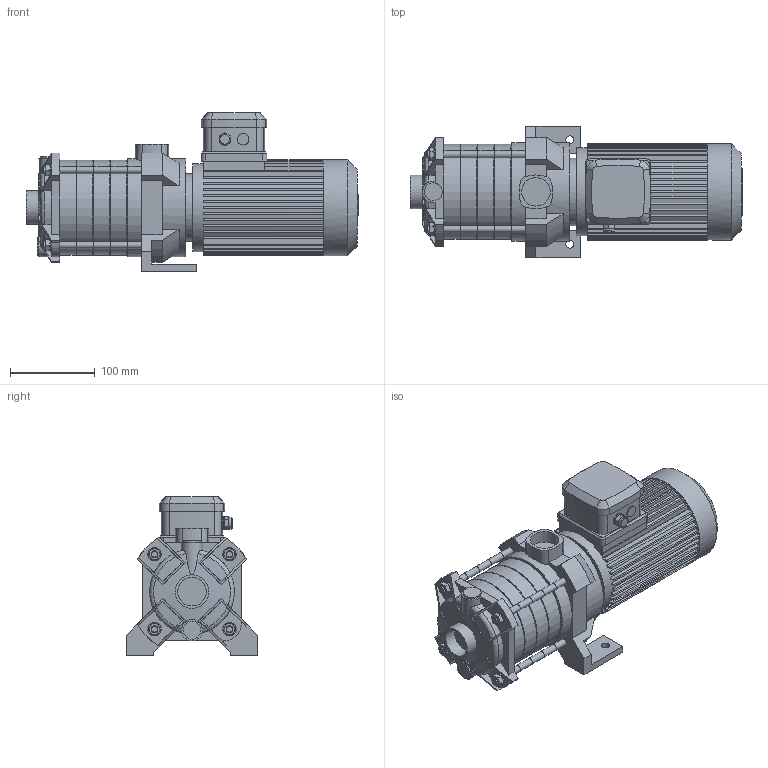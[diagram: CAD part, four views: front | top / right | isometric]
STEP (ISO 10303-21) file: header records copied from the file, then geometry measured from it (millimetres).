
FILE_DESCRIPTION(/* description */ (''),/* implementation_level */ '2;1');
FILE_NAME(/* name */ '3d_MEDANACH1-LC.204-5_E_E_10T-4233361.stp',/* time_stamp */ '2020-11-04T13:30:34+01:00',/* author */ ('Andrzej'),/* organization */ (''),/* preprocessor_version */ 'ST-DEVELOPER v16.13',/* originating_system */ 'AutoCAD Mechanical',/* authorisation */ '');
FILE_SCHEMA (('AUTOMOTIVE_DESIGN { 1 0 10303 214 3 1 1 }'));
Length unit declared in the file: millimetre
Products named in the file (1): Product
Bounding box: 391.5 x 155 x 187 mm (x, y, z)
Volume: 4149999.7 mm3; surface area: 428952.3 mm2
Topology: 37 solids, 37 shells, 651 faces, 1577 edges, 1023 vertices
Faces by surface type: plane 379, cylinder 155, cone 78, bspline 28, torus 11
Full cylindrical faces by diameter (mm): 8 x24, 9.5 x2, 12 x1, 13.5 x2, 16 x4, 21 x2, 25 x1, 33.7 x2, 39.7 x1, 79.52 x1, 103.6 x1, 110 x4, 112 x4, 113.6 x1, 116 x2
Entity records: 19511 total; most frequent: CARTESIAN_POINT 4721, DIRECTION 3029, ORIENTED_EDGE 3016, EDGE_CURVE 1508, AXIS2_PLACEMENT_3D 1113, VERTEX_POINT 1012, LINE 803, VECTOR 803
